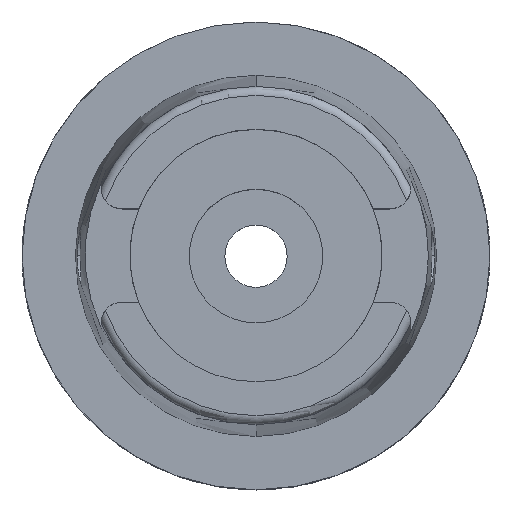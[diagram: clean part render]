
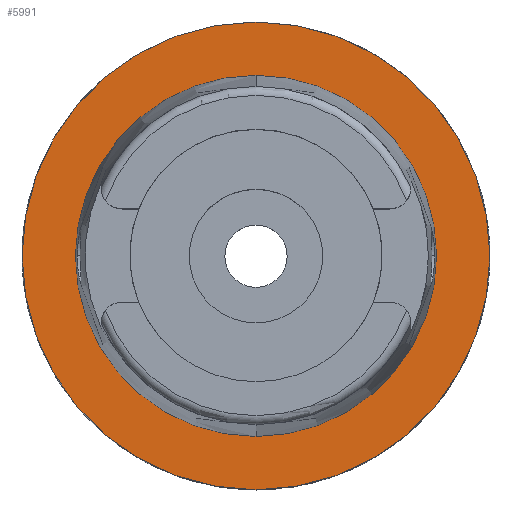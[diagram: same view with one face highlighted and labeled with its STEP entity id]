
A CAD part, top view. The second image highlights one B-rep face of the part: STEP entity #5991.
In plain terms, the highlighted planar face has unit normal (0, 0, 1).
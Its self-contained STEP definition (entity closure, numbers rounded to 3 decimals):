
#147 = CARTESIAN_POINT ( 'NONE',  ( 0., 31.5, 0. ) ) ;
#324 = VERTEX_POINT ( 'NONE', #1424 ) ;
#404 = DIRECTION ( 'NONE',  ( 0., 0., 1. ) ) ;
#583 = DIRECTION ( 'NONE',  ( 0., -1., 0. ) ) ;
#748 = PLANE ( 'NONE',  #921 ) ;
#768 = CIRCLE ( 'NONE', #4326, 31.5 ) ;
#911 = EDGE_CURVE ( 'NONE', #1667, #1690, #768, .T. ) ;
#921 = AXIS2_PLACEMENT_3D ( 'NONE', #4661, #4155, #3585 ) ;
#960 = DIRECTION ( 'NONE',  ( 0., 1., 0. ) ) ;
#983 = VERTEX_POINT ( 'NONE', #4564 ) ;
#1092 = DIRECTION ( 'NONE',  ( 0., 0., -1. ) ) ;
#1157 = CARTESIAN_POINT ( 'NONE',  ( 0., -31.5, 0. ) ) ;
#1181 = DIRECTION ( 'NONE',  ( 0., -1., 0. ) ) ;
#1424 = CARTESIAN_POINT ( 'NONE',  ( 0., -24.315, 0. ) ) ;
#1599 = ORIENTED_EDGE ( 'NONE', *, *, #5666, .F. ) ;
#1667 = VERTEX_POINT ( 'NONE', #1157 ) ;
#1690 = VERTEX_POINT ( 'NONE', #147 ) ;
#1899 = DIRECTION ( 'NONE',  ( 0., 0., -1. ) ) ;
#2424 = CARTESIAN_POINT ( 'NONE',  ( 0., 0., 0. ) ) ;
#2506 = CIRCLE ( 'NONE', #2713, 24.315 ) ;
#2558 = ORIENTED_EDGE ( 'NONE', *, *, #911, .F. ) ;
#2704 = AXIS2_PLACEMENT_3D ( 'NONE', #3388, #1899, #960 ) ;
#2713 = AXIS2_PLACEMENT_3D ( 'NONE', #3269, #3643, #1181 ) ;
#3215 = FACE_OUTER_BOUND ( 'NONE', #5851, .T. ) ;
#3269 = CARTESIAN_POINT ( 'NONE',  ( 0., 0., 0. ) ) ;
#3362 = ORIENTED_EDGE ( 'NONE', *, *, #3739, .F. ) ;
#3369 = EDGE_CURVE ( 'NONE', #1690, #1667, #5730, .T. ) ;
#3388 = CARTESIAN_POINT ( 'NONE',  ( 0., 0., 0. ) ) ;
#3585 = DIRECTION ( 'NONE',  ( 1., 0., 0. ) ) ;
#3643 = DIRECTION ( 'NONE',  ( 0., 0., 1. ) ) ;
#3739 = EDGE_CURVE ( 'NONE', #324, #983, #2506, .T. ) ;
#3978 = CIRCLE ( 'NONE', #4884, 24.315 ) ;
#4155 = DIRECTION ( 'NONE',  ( 0., 0., 1. ) ) ;
#4326 = AXIS2_PLACEMENT_3D ( 'NONE', #5458, #1092, #583 ) ;
#4556 = EDGE_LOOP ( 'NONE', ( #1599, #3362 ) ) ;
#4564 = CARTESIAN_POINT ( 'NONE',  ( 0., 24.315, 0. ) ) ;
#4661 = CARTESIAN_POINT ( 'NONE',  ( 0., 0., 0. ) ) ;
#4821 = DIRECTION ( 'NONE',  ( 0., 1., 0. ) ) ;
#4884 = AXIS2_PLACEMENT_3D ( 'NONE', #2424, #404, #4821 ) ;
#5106 = FACE_BOUND ( 'NONE', #4556, .T. ) ;
#5341 = ORIENTED_EDGE ( 'NONE', *, *, #3369, .F. ) ;
#5458 = CARTESIAN_POINT ( 'NONE',  ( 0., 0., 0. ) ) ;
#5666 = EDGE_CURVE ( 'NONE', #983, #324, #3978, .T. ) ;
#5730 = CIRCLE ( 'NONE', #2704, 31.5 ) ;
#5851 = EDGE_LOOP ( 'NONE', ( #5341, #2558 ) ) ;
#5991 = ADVANCED_FACE ( 'NONE', ( #3215, #5106 ), #748, .T. ) ;
